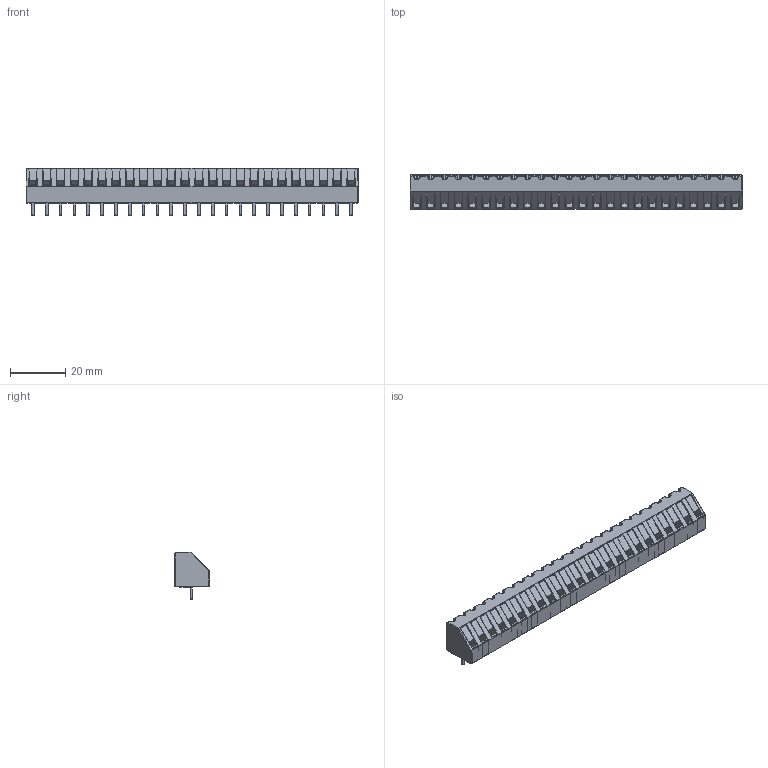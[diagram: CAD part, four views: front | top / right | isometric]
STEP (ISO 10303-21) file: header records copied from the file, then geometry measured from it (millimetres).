
FILE_DESCRIPTION(/* description */ ('model of Altech_AK300_1x24_P5.00mm_45-Degree'),/* implementation_level */ '2;1');
FILE_NAME(/* name */ 'Altech_AK300_1x24_P5.00mm_45-Degree.step',/* time_stamp */ '2018-12-29T16:08:50',/* author */ ('kicad StepUp','ksu'),/* organization */ ('FreeCAD'),/* preprocessor_version */ 'OCC',/* originating_system */ 'kicad StepUp',/* authorisation */ '');
FILE_SCHEMA(('AUTOMOTIVE_DESIGN { 1 0 10303 214 1 1 1 1 }'));
Length unit declared in the file: millimetre
Products named in the file (1): AK300_24
Bounding box: 120 x 12.5 x 17.1 mm (x, y, z)
Volume: 13754.3 mm3; surface area: 13750.3 mm2
Topology: 1 solids, 1 shells, 971 faces, 2597 edges, 1646 vertices
Faces by surface type: plane 682, cylinder 187, torus 72, bspline 30
Full cylindrical faces by diameter (mm): 2.16 x24, 2.455 x24
Entity records: 30818 total; most frequent: CARTESIAN_POINT 13786, ORIENTED_EDGE 4693, EDGE_CURVE 2591, VERTEX_POINT 1646, LINE 1603, AXIS2_PLACEMENT_3D 1075, FACE_BOUND 1043, EDGE_LOOP 1043
